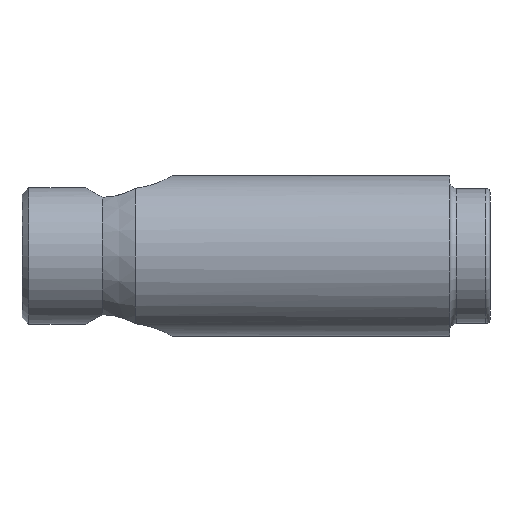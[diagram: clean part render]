
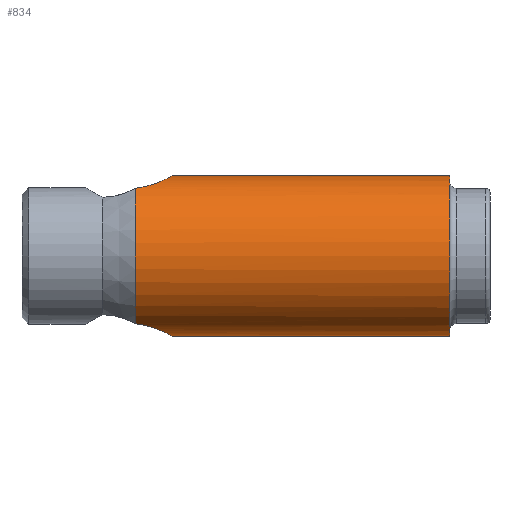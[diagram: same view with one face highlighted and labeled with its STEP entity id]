
A CAD part, left-side view. The second image highlights one B-rep face of the part: STEP entity #834.
In plain terms, the highlighted cylindrical face has radius 6 mm (diameter 12 mm), a partial arc.
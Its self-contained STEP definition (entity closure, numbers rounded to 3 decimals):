
#54 = VERTEX_POINT ( 'NONE', #830 ) ;
#85 = B_SPLINE_CURVE_WITH_KNOTS ( 'NONE', 3,
 ( #1380, #1169, #1352, #1346, #1344, #1341, #1332, #1328, #507, #495, #619, #1325, #1324, #1322, #1319, #392, #387, #285 ),
 .UNSPECIFIED., .F., .F.,
 ( 4, 2, 2, 2, 2, 2, 2, 2, 4 ),
 ( 0., 0.001, 0.001, 0.002, 0.002, 0.003, 0.004, 0.004, 0.005 ),
 .UNSPECIFIED. ) ;
#117 = EDGE_CURVE ( 'NONE', #260, #1336, #959, .T. ) ;
#231 = ORIENTED_EDGE ( 'NONE', *, *, #117, .F. ) ;
#260 = VERTEX_POINT ( 'NONE', #349 ) ;
#285 = CARTESIAN_POINT ( 'NONE',  ( 0., 23.75, -6. ) ) ;
#337 = ORIENTED_EDGE ( 'NONE', *, *, #892, .T. ) ;
#349 = CARTESIAN_POINT ( 'NONE',  ( 0., 23.75, 6. ) ) ;
#361 = ORIENTED_EDGE ( 'NONE', *, *, #1036, .T. ) ;
#364 = ORIENTED_EDGE ( 'NONE', *, *, #1531, .T. ) ;
#379 = ORIENTED_EDGE ( 'NONE', *, *, #1592, .T. ) ;
#387 = CARTESIAN_POINT ( 'NONE',  ( -0.197, 23.75, -6. ) ) ;
#391 = ORIENTED_EDGE ( 'NONE', *, *, #1720, .F. ) ;
#392 = CARTESIAN_POINT ( 'NONE',  ( -0.398, 23.768, -5.99 ) ) ;
#475 = AXIS2_PLACEMENT_3D ( 'NONE', #771, #769, #764 ) ;
#495 = CARTESIAN_POINT ( 'NONE',  ( -1.989, 24.423, -5.663 ) ) ;
#507 = CARTESIAN_POINT ( 'NONE',  ( -2.276, 24.672, -5.554 ) ) ;
#533 = DIRECTION ( 'NONE',  ( 0., -1., 0. ) ) ;
#580 = VERTEX_POINT ( 'NONE', #1467 ) ;
#615 = CIRCLE ( 'NONE', #648, 6. ) ;
#619 = CARTESIAN_POINT ( 'NONE',  ( -1.836, 24.312, -5.715 ) ) ;
#633 = DIRECTION ( 'NONE',  ( 0., 0., -1. ) ) ;
#648 = AXIS2_PLACEMENT_3D ( 'NONE', #796, #792, #787 ) ;
#678 = DIRECTION ( 'NONE',  ( 0., -1., 0. ) ) ;
#703 = CARTESIAN_POINT ( 'NONE',  ( 0., 0., 6. ) ) ;
#764 = DIRECTION ( 'NONE',  ( 0., 0., -1. ) ) ;
#769 = DIRECTION ( 'NONE',  ( 0., -1., 0. ) ) ;
#771 = CARTESIAN_POINT ( 'NONE',  ( 0., 26.527, 0. ) ) ;
#787 = DIRECTION ( 'NONE',  ( 0., 0., -1. ) ) ;
#792 = DIRECTION ( 'NONE',  ( 0., -1., 0. ) ) ;
#796 = CARTESIAN_POINT ( 'NONE',  ( 0., 3., 0. ) ) ;
#830 = CARTESIAN_POINT ( 'NONE',  ( 0., 3., -6. ) ) ;
#834 = ADVANCED_FACE ( 'NONE', ( #1616 ), #1447, .T. ) ;
#840 = EDGE_LOOP ( 'NONE', ( #231, #337, #361, #364, #379, #391 ) ) ;
#892 = EDGE_CURVE ( 'NONE', #260, #997, #1508, .T. ) ;
#942 = VECTOR ( 'NONE', #678, 1000. ) ;
#959 = LINE ( 'NONE', #703, #942 ) ;
#990 = CARTESIAN_POINT ( 'NONE',  ( -3.215, 26.527, 5.066 ) ) ;
#997 = VERTEX_POINT ( 'NONE', #990 ) ;
#1015 = CIRCLE ( 'NONE', #475, 6. ) ;
#1036 = EDGE_CURVE ( 'NONE', #997, #580, #1015, .T. ) ;
#1169 = CARTESIAN_POINT ( 'NONE',  ( -3.187, 26.331, -5.084 ) ) ;
#1188 = CARTESIAN_POINT ( 'NONE',  ( 0., 0., -6. ) ) ;
#1191 = DIRECTION ( 'NONE',  ( 0., -1., 0. ) ) ;
#1197 = VECTOR ( 'NONE', #1191, 1000. ) ;
#1213 = LINE ( 'NONE', #1188, #1197 ) ;
#1258 = VERTEX_POINT ( 'NONE', #1438 ) ;
#1287 = CARTESIAN_POINT ( 'NONE',  ( -3.215, 26.527, 5.066 ) ) ;
#1289 = CARTESIAN_POINT ( 'NONE',  ( -3.187, 26.331, 5.084 ) ) ;
#1291 = CARTESIAN_POINT ( 'NONE',  ( -3.14, 26.141, 5.113 ) ) ;
#1305 = CARTESIAN_POINT ( 'NONE',  ( -3.016, 25.773, 5.187 ) ) ;
#1311 = CARTESIAN_POINT ( 'NONE',  ( -2.937, 25.595, 5.233 ) ) ;
#1312 = CARTESIAN_POINT ( 'NONE',  ( -2.753, 25.262, 5.332 ) ) ;
#1315 = CARTESIAN_POINT ( 'NONE',  ( -2.647, 25.105, 5.386 ) ) ;
#1319 = CARTESIAN_POINT ( 'NONE',  ( -0.783, 23.84, -5.952 ) ) ;
#1322 = CARTESIAN_POINT ( 'NONE',  ( -0.969, 23.892, -5.924 ) ) ;
#1323 = CARTESIAN_POINT ( 'NONE',  ( -2.409, 24.81, 5.497 ) ) ;
#1324 = CARTESIAN_POINT ( 'NONE',  ( -1.332, 24.029, -5.853 ) ) ;
#1325 = CARTESIAN_POINT ( 'NONE',  ( -1.509, 24.115, -5.81 ) ) ;
#1328 = CARTESIAN_POINT ( 'NONE',  ( -2.409, 24.81, -5.497 ) ) ;
#1330 = CARTESIAN_POINT ( 'NONE',  ( -2.276, 24.672, 5.554 ) ) ;
#1332 = CARTESIAN_POINT ( 'NONE',  ( -2.647, 25.105, -5.386 ) ) ;
#1336 = VERTEX_POINT ( 'NONE', #1820 ) ;
#1337 = CARTESIAN_POINT ( 'NONE',  ( -1.99, 24.424, 5.662 ) ) ;
#1341 = CARTESIAN_POINT ( 'NONE',  ( -2.753, 25.262, -5.332 ) ) ;
#1342 = CARTESIAN_POINT ( 'NONE',  ( -1.837, 24.312, 5.714 ) ) ;
#1344 = CARTESIAN_POINT ( 'NONE',  ( -2.938, 25.598, -5.232 ) ) ;
#1346 = CARTESIAN_POINT ( 'NONE',  ( -3.017, 25.776, -5.187 ) ) ;
#1347 = CARTESIAN_POINT ( 'NONE',  ( -1.507, 24.114, 5.81 ) ) ;
#1350 = CARTESIAN_POINT ( 'NONE',  ( -1.332, 24.029, 5.853 ) ) ;
#1352 = CARTESIAN_POINT ( 'NONE',  ( -3.14, 26.141, -5.113 ) ) ;
#1356 = CARTESIAN_POINT ( 'NONE',  ( -0.97, 23.892, 5.924 ) ) ;
#1364 = CARTESIAN_POINT ( 'NONE',  ( -0.78, 23.839, 5.952 ) ) ;
#1368 = CARTESIAN_POINT ( 'NONE',  ( -0.392, 23.768, 5.99 ) ) ;
#1369 = CARTESIAN_POINT ( 'NONE',  ( -0.197, 23.75, 6. ) ) ;
#1377 = CARTESIAN_POINT ( 'NONE',  ( 0., 23.75, 6. ) ) ;
#1380 = CARTESIAN_POINT ( 'NONE',  ( -3.215, 26.527, -5.066 ) ) ;
#1438 = CARTESIAN_POINT ( 'NONE',  ( 0., 23.75, -6. ) ) ;
#1447 = CYLINDRICAL_SURFACE ( 'NONE', #1544, 6. ) ;
#1467 = CARTESIAN_POINT ( 'NONE',  ( -3.215, 26.527, -5.066 ) ) ;
#1508 = B_SPLINE_CURVE_WITH_KNOTS ( 'NONE', 3,
 ( #1377, #1369, #1368, #1364, #1356, #1350, #1347, #1342, #1337, #1330, #1323, #1315, #1312, #1311, #1305, #1291, #1289, #1287 ),
 .UNSPECIFIED., .F., .F.,
 ( 4, 2, 2, 2, 2, 2, 2, 2, 4 ),
 ( 0.005, 0.005, 0.006, 0.006, 0.007, 0.008, 0.008, 0.009, 0.009 ),
 .UNSPECIFIED. ) ;
#1531 = EDGE_CURVE ( 'NONE', #580, #1258, #85, .T. ) ;
#1544 = AXIS2_PLACEMENT_3D ( 'NONE', #1784, #533, #633 ) ;
#1592 = EDGE_CURVE ( 'NONE', #1258, #54, #1213, .T. ) ;
#1616 = FACE_OUTER_BOUND ( 'NONE', #840, .T. ) ;
#1720 = EDGE_CURVE ( 'NONE', #1336, #54, #615, .T. ) ;
#1784 = CARTESIAN_POINT ( 'NONE',  ( 0., 0., 0. ) ) ;
#1820 = CARTESIAN_POINT ( 'NONE',  ( 0., 3., 6. ) ) ;
